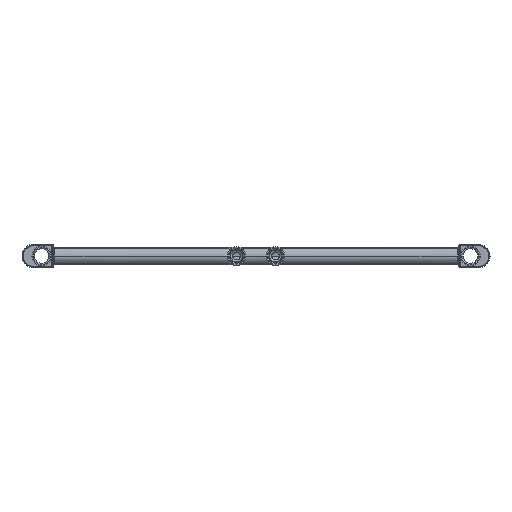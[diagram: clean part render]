
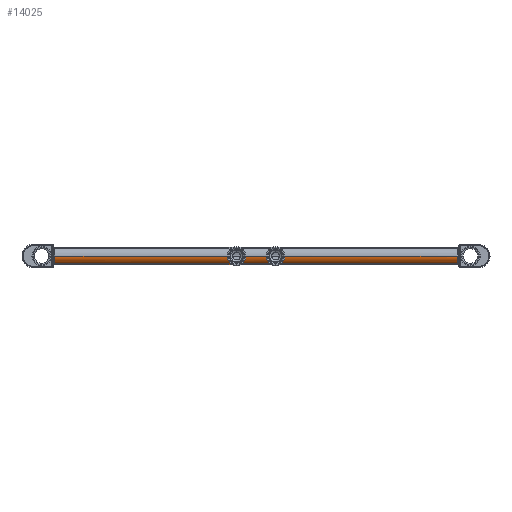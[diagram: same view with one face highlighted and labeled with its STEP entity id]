
A CAD part, front view. The second image highlights one B-rep face of the part: STEP entity #14025.
In plain terms, the highlighted cylindrical face has radius 11 mm (diameter 22 mm), a partial arc.
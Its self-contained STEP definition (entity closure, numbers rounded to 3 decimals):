
#13278=CARTESIAN_POINT('',(-32.5,11.,0.));
#13279=CARTESIAN_POINT('',(-32.5,11.,-0.285));
#13280=CARTESIAN_POINT('',(-32.468,10.978,
-0.855));
#13281=CARTESIAN_POINT('',(-32.319,10.877,
-1.714));
#13282=CARTESIAN_POINT('',(-32.068,10.709,
-2.562));
#13283=CARTESIAN_POINT('',(-31.705,10.473,
-3.402));
#13284=CARTESIAN_POINT('',(-31.228,10.172,
-4.216));
#13285=CARTESIAN_POINT('',(-30.627,9.814,
-4.992));
#13286=CARTESIAN_POINT('',(-29.916,9.422,
-5.694));
#13287=CARTESIAN_POINT('',(-29.108,9.025,
-6.301));
#13288=CARTESIAN_POINT('',(-28.269,8.674,
-6.771));
#13289=CARTESIAN_POINT('',(-27.426,8.392,
-7.115));
#13290=CARTESIAN_POINT('',(-26.603,8.192,
-7.342));
#13291=CARTESIAN_POINT('',(-25.794,8.073,
-7.472));
#13292=CARTESIAN_POINT('',(-25.001,8.034,
-7.514));
#13293=CARTESIAN_POINT('',(-24.207,8.073,
-7.472));
#13294=CARTESIAN_POINT('',(-23.397,8.192,
-7.342));
#13295=CARTESIAN_POINT('',(-22.574,8.392,
-7.115));
#13296=CARTESIAN_POINT('',(-21.731,8.674,
-6.772));
#13297=CARTESIAN_POINT('',(-20.893,9.024,
-6.301));
#13298=CARTESIAN_POINT('',(-20.085,9.421,
-5.695));
#13299=CARTESIAN_POINT('',(-19.375,9.813,
-4.993));
#13300=CARTESIAN_POINT('',(-18.773,10.172,
-4.217));
#13301=CARTESIAN_POINT('',(-18.295,10.472,
-3.403));
#13302=CARTESIAN_POINT('',(-17.932,10.709,
-2.562));
#13303=CARTESIAN_POINT('',(-17.681,10.877,
-1.715));
#13304=CARTESIAN_POINT('',(-17.532,10.978,
-0.856));
#13305=CARTESIAN_POINT('',(-17.5,11.,-0.285));
#13306=CARTESIAN_POINT('',(-17.5,11.,0.));
#13308=CARTESIAN_POINT('',(-257.992,0.,0.));
#13309=DIRECTION('',(-1.,0.,0.));
#13310=DIRECTION('',(0.,1.,0.));
#13311=AXIS2_PLACEMENT_3D('',#13308,#13309,#13310);
#13313=CARTESIAN_POINT('',(257.992,0.,0.));
#13314=DIRECTION('',(-1.,0.,0.));
#13315=DIRECTION('',(0.,1.,0.));
#13316=AXIS2_PLACEMENT_3D('',#13313,#13314,#13315);
#13318=CARTESIAN_POINT('',(17.5,11.,0.));
#13319=CARTESIAN_POINT('',(17.5,11.,-0.285));
#13320=CARTESIAN_POINT('',(17.532,10.978,
-0.855));
#13321=CARTESIAN_POINT('',(17.681,10.877,
-1.714));
#13322=CARTESIAN_POINT('',(17.932,10.709,
-2.562));
#13323=CARTESIAN_POINT('',(18.295,10.473,
-3.402));
#13324=CARTESIAN_POINT('',(18.772,10.172,
-4.216));
#13325=CARTESIAN_POINT('',(19.373,9.814,
-4.992));
#13326=CARTESIAN_POINT('',(20.084,9.422,
-5.694));
#13327=CARTESIAN_POINT('',(20.892,9.025,
-6.301));
#13328=CARTESIAN_POINT('',(21.731,8.674,
-6.771));
#13329=CARTESIAN_POINT('',(22.574,8.392,
-7.115));
#13330=CARTESIAN_POINT('',(23.397,8.192,
-7.342));
#13331=CARTESIAN_POINT('',(24.206,8.073,
-7.472));
#13332=CARTESIAN_POINT('',(24.999,8.034,
-7.514));
#13333=CARTESIAN_POINT('',(25.793,8.073,
-7.472));
#13334=CARTESIAN_POINT('',(26.603,8.192,
-7.342));
#13335=CARTESIAN_POINT('',(27.426,8.392,
-7.115));
#13336=CARTESIAN_POINT('',(28.269,8.674,
-6.772));
#13337=CARTESIAN_POINT('',(29.107,9.024,
-6.301));
#13338=CARTESIAN_POINT('',(29.915,9.421,
-5.695));
#13339=CARTESIAN_POINT('',(30.625,9.813,
-4.993));
#13340=CARTESIAN_POINT('',(31.227,10.172,
-4.217));
#13341=CARTESIAN_POINT('',(31.705,10.472,
-3.403));
#13342=CARTESIAN_POINT('',(32.068,10.709,
-2.562));
#13343=CARTESIAN_POINT('',(32.319,10.877,
-1.715));
#13344=CARTESIAN_POINT('',(32.468,10.978,
-0.856));
#13345=CARTESIAN_POINT('',(32.5,11.,-0.285));
#13346=CARTESIAN_POINT('',(32.5,11.,0.));
#13386=DIRECTION('',(1.,0.,0.));
#13387=VECTOR('',#13386,35.);
#13388=CARTESIAN_POINT('',(-17.5,11.,0.));
#13389=LINE('',#13388,#13387);
#13420=DIRECTION('',(1.,0.,0.));
#13421=VECTOR('',#13420,225.492);
#13422=CARTESIAN_POINT('',(32.5,11.,0.));
#13423=LINE('',#13422,#13421);
#13429=DIRECTION('',(-1.,0.,0.));
#13430=VECTOR('',#13429,515.983);
#13431=CARTESIAN_POINT('',(257.992,-11.,0.));
#13432=LINE('',#13431,#13430);
#13438=DIRECTION('',(1.,0.,0.));
#13439=VECTOR('',#13438,225.492);
#13440=CARTESIAN_POINT('',(-257.992,11.,0.));
#13441=LINE('',#13440,#13439);
#13922=CARTESIAN_POINT('',(257.992,11.,0.));
#13923=VERTEX_POINT('',#13922);
#13932=CARTESIAN_POINT('',(257.992,-11.,0.));
#13933=VERTEX_POINT('',#13932);
#13942=CARTESIAN_POINT('',(-257.992,11.,0.));
#13943=VERTEX_POINT('',#13942);
#13952=CARTESIAN_POINT('',(-257.992,-11.,0.));
#13953=VERTEX_POINT('',#13952);
#13994=VERTEX_POINT('',#13278);
#13995=VERTEX_POINT('',#13306);
#13996=VERTEX_POINT('',#13318);
#13997=VERTEX_POINT('',#13346);
#14002=CARTESIAN_POINT('',(275.625,0.,0.));
#14003=DIRECTION('',(-1.,0.,0.));
#14004=DIRECTION('',(0.,1.,0.));
#14005=AXIS2_PLACEMENT_3D('',#14002,#14003,#14004);
#14006=CYLINDRICAL_SURFACE('',#14005,11.);
#14008=ORIENTED_EDGE('',*,*,#14007,.F.);
#14010=ORIENTED_EDGE('',*,*,#14009,.F.);
#14012=ORIENTED_EDGE('',*,*,#14011,.T.);
#14014=ORIENTED_EDGE('',*,*,#14013,.F.);
#14016=ORIENTED_EDGE('',*,*,#14015,.F.);
#14018=ORIENTED_EDGE('',*,*,#14017,.F.);
#14020=ORIENTED_EDGE('',*,*,#14019,.F.);
#14022=ORIENTED_EDGE('',*,*,#14021,.F.);
#14023=EDGE_LOOP('',(#14008,#14010,#14012,#14014,#14016,#14018,#14020,#14022));
#14024=FACE_OUTER_BOUND('',#14023,.F.);
#13307=B_SPLINE_CURVE_WITH_KNOTS('',3,(#13278,#13279,#13280,#13281,#13282,
#13283,#13284,#13285,#13286,#13287,#13288,#13289,#13290,#13291,#13292,#13293,
#13294,#13295,#13296,#13297,#13298,#13299,#13300,#13301,#13302,#13303,#13304,
#13305,#13306),.UNSPECIFIED.,.F.,.F.,(4,1,1,1,1,1,1,1,1,1,1,1,1,1,1,1,1,1,1,1,1,
1,1,1,1,1,4),(0.,0.038,0.077,0.115,
0.154,0.192,0.231,0.269,
0.308,0.346,0.385,0.423,
0.462,0.5,0.538,0.577,0.615,
0.654,0.692,0.731,0.769,
0.808,0.846,0.885,0.923,
0.962,1.),.UNSPECIFIED.);
#13312=CIRCLE('',#13311,11.);
#13317=CIRCLE('',#13316,11.);
#13347=B_SPLINE_CURVE_WITH_KNOTS('',3,(#13318,#13319,#13320,#13321,#13322,
#13323,#13324,#13325,#13326,#13327,#13328,#13329,#13330,#13331,#13332,#13333,
#13334,#13335,#13336,#13337,#13338,#13339,#13340,#13341,#13342,#13343,#13344,
#13345,#13346),.UNSPECIFIED.,.F.,.F.,(4,1,1,1,1,1,1,1,1,1,1,1,1,1,1,1,1,1,1,1,1,
1,1,1,1,1,4),(0.,0.038,0.077,0.115,
0.154,0.192,0.231,0.269,
0.308,0.346,0.385,0.423,
0.462,0.5,0.538,0.577,0.615,
0.654,0.692,0.731,0.769,
0.808,0.846,0.885,0.923,
0.962,1.),.UNSPECIFIED.);
#14007=EDGE_CURVE('',#13994,#13995,#13307,.T.);
#14009=EDGE_CURVE('',#13943,#13994,#13441,.T.);
#14011=EDGE_CURVE('',#13943,#13953,#13312,.T.);
#14013=EDGE_CURVE('',#13933,#13953,#13432,.T.);
#14015=EDGE_CURVE('',#13923,#13933,#13317,.T.);
#14017=EDGE_CURVE('',#13997,#13923,#13423,.T.);
#14019=EDGE_CURVE('',#13996,#13997,#13347,.T.);
#14021=EDGE_CURVE('',#13995,#13996,#13389,.T.);
#14025=ADVANCED_FACE('',(#14024),#14006,.T.);
